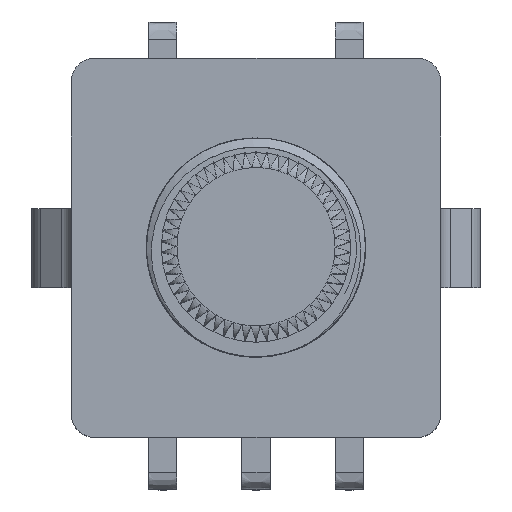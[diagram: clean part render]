
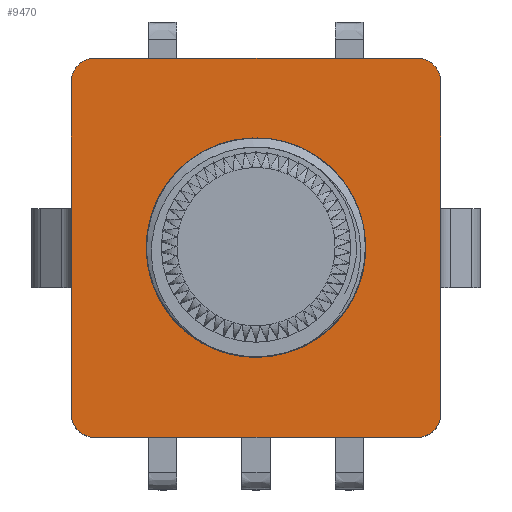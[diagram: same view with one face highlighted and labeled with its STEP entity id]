
A CAD part, top view. The second image highlights one B-rep face of the part: STEP entity #9470.
In plain terms, the highlighted planar face has unit normal (0, 0, 1).
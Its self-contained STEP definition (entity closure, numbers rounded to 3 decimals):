
#609=PLANE('',#10332);
#1243=FACE_OUTER_BOUND('',#1857,.T.);
#1857=EDGE_LOOP('',(#8666,#8667,#8668,#8669,#8670,#8671,#8672,#8673));
#2072=CIRCLE('',#10323,0.75);
#2073=CIRCLE('',#10326,0.75);
#2074=CIRCLE('',#10328,0.75);
#2075=CIRCLE('',#10331,0.75);
#3154=LINE('',#19872,#3892);
#3164=LINE('',#19902,#3902);
#3167=LINE('',#19912,#3905);
#3170=LINE('',#19919,#3908);
#3892=VECTOR('',#12545,10.);
#3902=VECTOR('',#12573,10.);
#3905=VECTOR('',#12586,10.);
#3908=VECTOR('',#12595,10.);
#4744=VERTEX_POINT('',#19869);
#4745=VERTEX_POINT('',#19871);
#4754=VERTEX_POINT('',#19895);
#4755=VERTEX_POINT('',#19896);
#4756=VERTEX_POINT('',#19901);
#4757=VERTEX_POINT('',#19907);
#4758=VERTEX_POINT('',#19911);
#4759=VERTEX_POINT('',#19915);
#6046=EDGE_CURVE('',#4745,#4744,#3154,.T.);
#6058=EDGE_CURVE('',#4754,#4755,#2072,.T.);
#6061=EDGE_CURVE('',#4755,#4756,#3164,.T.);
#6063=EDGE_CURVE('',#4756,#4745,#2073,.T.);
#6064=EDGE_CURVE('',#4744,#4757,#2074,.T.);
#6066=EDGE_CURVE('',#4757,#4758,#3167,.T.);
#6068=EDGE_CURVE('',#4758,#4759,#2075,.T.);
#6070=EDGE_CURVE('',#4754,#4759,#3170,.T.);
#8666=ORIENTED_EDGE('',*,*,#6046,.T.);
#8667=ORIENTED_EDGE('',*,*,#6064,.T.);
#8668=ORIENTED_EDGE('',*,*,#6066,.T.);
#8669=ORIENTED_EDGE('',*,*,#6068,.T.);
#8670=ORIENTED_EDGE('',*,*,#6070,.F.);
#8671=ORIENTED_EDGE('',*,*,#6058,.T.);
#8672=ORIENTED_EDGE('',*,*,#6061,.T.);
#8673=ORIENTED_EDGE('',*,*,#6063,.T.);
#9470=ADVANCED_FACE('',(#1243),#609,.T.);
#10323=AXIS2_PLACEMENT_3D('',#19897,#12567,#12568);
#10326=AXIS2_PLACEMENT_3D('',#19905,#12577,#12578);
#10328=AXIS2_PLACEMENT_3D('',#19908,#12581,#12582);
#10331=AXIS2_PLACEMENT_3D('',#19916,#12590,#12591);
#10332=AXIS2_PLACEMENT_3D('',#19918,#12593,#12594);
#12545=DIRECTION('',(0.,-1.,0.));
#12567=DIRECTION('center_axis',(0.,0.,1.));
#12568=DIRECTION('ref_axis',(1.,0.,0.));
#12573=DIRECTION('',(-1.,0.,0.));
#12577=DIRECTION('center_axis',(0.,0.,1.));
#12578=DIRECTION('ref_axis',(0.,1.,0.));
#12581=DIRECTION('center_axis',(0.,0.,1.));
#12582=DIRECTION('ref_axis',(-1.,0.,0.));
#12586=DIRECTION('',(1.,0.,0.));
#12590=DIRECTION('center_axis',(0.,0.,1.));
#12591=DIRECTION('ref_axis',(0.,-1.,0.));
#12593=DIRECTION('center_axis',(0.,0.,1.));
#12594=DIRECTION('ref_axis',(-1.,0.,0.));
#12595=DIRECTION('',(0.,-1.,0.));
#19869=CARTESIAN_POINT('',(-5.85,-5.25,5.));
#19871=CARTESIAN_POINT('',(-5.85,5.25,5.));
#19872=CARTESIAN_POINT('',(-5.85,5.25,5.));
#19895=CARTESIAN_POINT('',(5.85,5.25,5.));
#19896=CARTESIAN_POINT('',(5.1,6.,5.));
#19897=CARTESIAN_POINT('Origin',(5.1,5.25,5.));
#19901=CARTESIAN_POINT('',(-5.1,6.,5.));
#19902=CARTESIAN_POINT('',(5.1,6.,5.));
#19905=CARTESIAN_POINT('Origin',(-5.1,5.25,5.));
#19907=CARTESIAN_POINT('',(-5.1,-6.,5.));
#19908=CARTESIAN_POINT('Origin',(-5.1,-5.25,5.));
#19911=CARTESIAN_POINT('',(5.1,-6.,5.));
#19912=CARTESIAN_POINT('',(-5.1,-6.,5.));
#19915=CARTESIAN_POINT('',(5.85,-5.25,5.));
#19916=CARTESIAN_POINT('Origin',(5.1,-5.25,5.));
#19918=CARTESIAN_POINT('Origin',(-0.4,0.,5.));
#19919=CARTESIAN_POINT('',(5.85,0.,5.));
